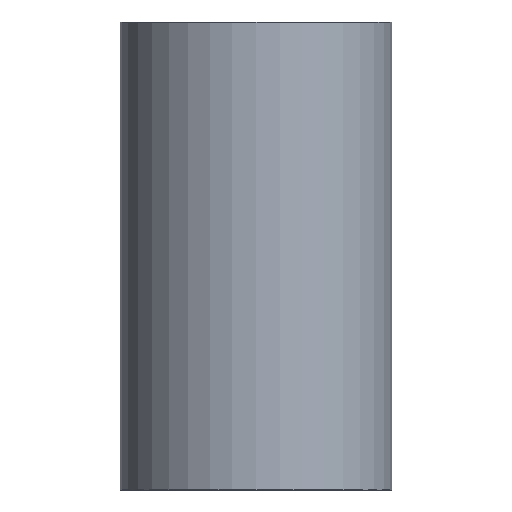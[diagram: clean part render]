
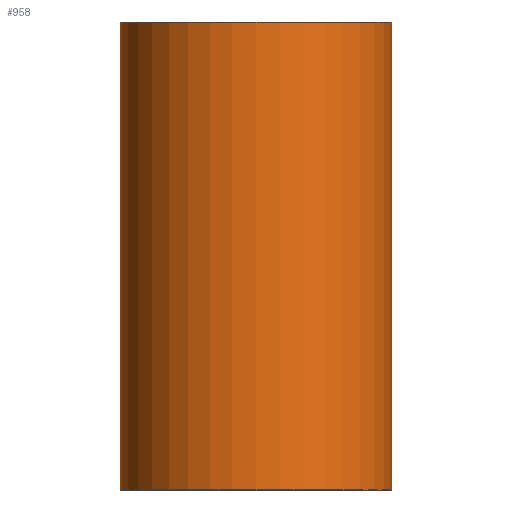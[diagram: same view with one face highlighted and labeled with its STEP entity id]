
A CAD part, front view. The second image highlights one B-rep face of the part: STEP entity #958.
In plain terms, the highlighted cylindrical face has radius 725 mm (diameter 1450 mm), a full revolution.
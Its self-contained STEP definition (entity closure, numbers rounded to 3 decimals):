
#24 = EDGE_CURVE ( 'NONE', #379, #379, #395, .T. ) ;
#93 = ORIENTED_EDGE ( 'NONE', *, *, #912, .T. ) ;
#280 = AXIS2_PLACEMENT_3D ( 'NONE', #1101, #573, #700 ) ;
#379 = VERTEX_POINT ( 'NONE', #1177 ) ;
#384 = CYLINDRICAL_SURFACE ( 'NONE', #280, 725. ) ;
#395 = CIRCLE ( 'NONE', #1674, 725. ) ;
#573 = DIRECTION ( 'NONE',  ( 0., 0., 1. ) ) ;
#583 = VERTEX_POINT ( 'NONE', #914 ) ;
#601 = DIRECTION ( 'NONE',  ( 1., 0., 0. ) ) ;
#700 = DIRECTION ( 'NONE',  ( 1., 0., 0. ) ) ;
#727 = CARTESIAN_POINT ( 'NONE',  ( 0., 0., 0. ) ) ;
#745 = EDGE_LOOP ( 'NONE', ( #93 ) ) ;
#791 = FACE_OUTER_BOUND ( 'NONE', #745, .T. ) ;
#794 = DIRECTION ( 'NONE',  ( 0., 0., 1. ) ) ;
#912 = EDGE_CURVE ( 'NONE', #583, #583, #1615, .T. ) ;
#914 = CARTESIAN_POINT ( 'NONE',  ( 725., 0., 0. ) ) ;
#958 = ADVANCED_FACE ( 'NONE', ( #791, #1363 ), #384, .T. ) ;
#1069 = AXIS2_PLACEMENT_3D ( 'NONE', #727, #1377, #601 ) ;
#1101 = CARTESIAN_POINT ( 'NONE',  ( 0., 0., 0. ) ) ;
#1105 = EDGE_LOOP ( 'NONE', ( #1190 ) ) ;
#1177 = CARTESIAN_POINT ( 'NONE',  ( 725., 0., 2500. ) ) ;
#1189 = CARTESIAN_POINT ( 'NONE',  ( 0., 0., 2500. ) ) ;
#1190 = ORIENTED_EDGE ( 'NONE', *, *, #24, .F. ) ;
#1323 = DIRECTION ( 'NONE',  ( 1., 0., 0. ) ) ;
#1363 = FACE_OUTER_BOUND ( 'NONE', #1105, .T. ) ;
#1377 = DIRECTION ( 'NONE',  ( 0., 0., 1. ) ) ;
#1615 = CIRCLE ( 'NONE', #1069, 725. ) ;
#1674 = AXIS2_PLACEMENT_3D ( 'NONE', #1189, #794, #1323 ) ;
